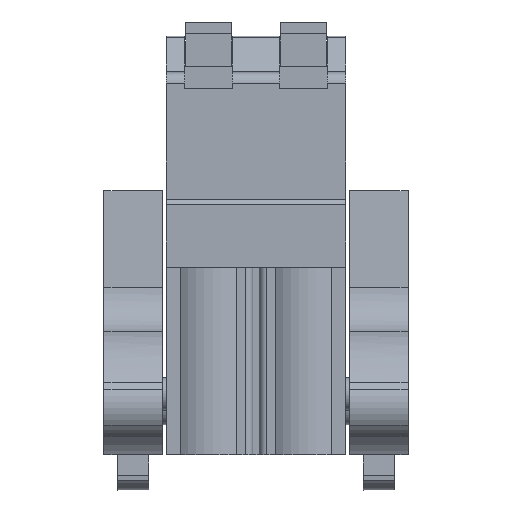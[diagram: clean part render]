
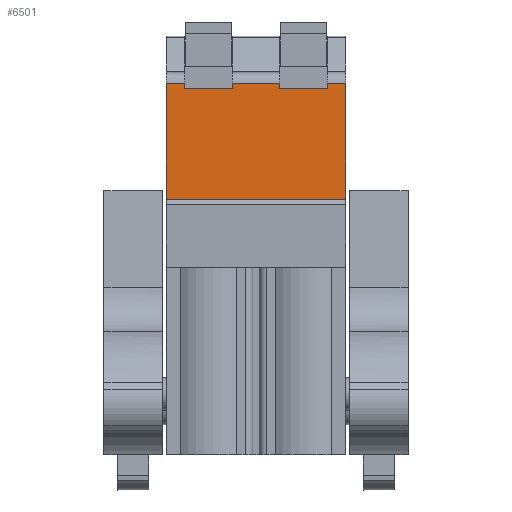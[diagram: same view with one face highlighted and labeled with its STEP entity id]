
A CAD part, front view. The second image highlights one B-rep face of the part: STEP entity #6501.
In plain terms, the highlighted planar face has unit normal (0, -1, 0).
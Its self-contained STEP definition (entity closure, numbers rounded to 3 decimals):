
#6417=AXIS2_PLACEMENT_3D('Plane Axis2P3D',#6414,#6415,#6416) ;
#5291=CARTESIAN_POINT('Vertex',(19.42,0.45,32.636)) ;
#5294=CARTESIAN_POINT('Line Origine',(19.42,0.45,27.991)) ;
#5298=CARTESIAN_POINT('Vertex',(19.42,0.45,23.346)) ;
#6394=CARTESIAN_POINT('Line Origine',(12.21,0.45,32.636)) ;
#6398=CARTESIAN_POINT('Vertex',(17.92,0.45,32.636)) ;
#6414=CARTESIAN_POINT('Axis2P3D Location',(5.,0.45,23.346)) ;
#6419=CARTESIAN_POINT('Line Origine',(10.3,0.45,32.426)) ;
#6423=CARTESIAN_POINT('Vertex',(10.3,0.45,32.636)) ;
#6425=CARTESIAN_POINT('Vertex',(10.3,0.45,32.216)) ;
#6428=CARTESIAN_POINT('Line Origine',(8.4,0.45,32.216)) ;
#6432=CARTESIAN_POINT('Vertex',(6.5,0.45,32.216)) ;
#6435=CARTESIAN_POINT('Line Origine',(6.5,0.45,32.426)) ;
#6439=CARTESIAN_POINT('Vertex',(6.5,0.45,32.636)) ;
#6442=CARTESIAN_POINT('Line Origine',(5.75,0.45,32.636)) ;
#6446=CARTESIAN_POINT('Vertex',(5.,0.45,32.636)) ;
#6449=CARTESIAN_POINT('Line Origine',(5.,0.45,27.991)) ;
#6453=CARTESIAN_POINT('Vertex',(5.,0.45,23.346)) ;
#6456=CARTESIAN_POINT('Line Origine',(12.21,0.45,23.346)) ;
#6461=CARTESIAN_POINT('Line Origine',(17.92,0.45,32.426)) ;
#6465=CARTESIAN_POINT('Vertex',(17.92,0.45,32.216)) ;
#6468=CARTESIAN_POINT('Line Origine',(16.02,0.45,32.216)) ;
#6472=CARTESIAN_POINT('Vertex',(14.12,0.45,32.216)) ;
#6475=CARTESIAN_POINT('Line Origine',(14.12,0.45,32.426)) ;
#6479=CARTESIAN_POINT('Vertex',(14.12,0.45,32.636)) ;
#6482=CARTESIAN_POINT('Line Origine',(12.21,0.45,32.636)) ;
#5295=DIRECTION('Vector Direction',(0.,0.,1.)) ;
#6395=DIRECTION('Vector Direction',(-1.,0.,0.)) ;
#6415=DIRECTION('Axis2P3D Direction',(0.,1.,0.)) ;
#6416=DIRECTION('Axis2P3D XDirection',(0.,0.,1.)) ;
#6420=DIRECTION('Vector Direction',(0.,0.,1.)) ;
#6429=DIRECTION('Vector Direction',(1.,0.,0.)) ;
#6436=DIRECTION('Vector Direction',(0.,0.,1.)) ;
#6443=DIRECTION('Vector Direction',(1.,0.,0.)) ;
#6450=DIRECTION('Vector Direction',(0.,0.,1.)) ;
#6457=DIRECTION('Vector Direction',(1.,0.,0.)) ;
#6462=DIRECTION('Vector Direction',(0.,0.,1.)) ;
#6469=DIRECTION('Vector Direction',(1.,0.,0.)) ;
#6476=DIRECTION('Vector Direction',(0.,0.,1.)) ;
#6483=DIRECTION('Vector Direction',(1.,0.,0.)) ;
#5296=VECTOR('Line Direction',#5295,1.) ;
#6396=VECTOR('Line Direction',#6395,1.) ;
#6421=VECTOR('Line Direction',#6420,1.) ;
#6430=VECTOR('Line Direction',#6429,1.) ;
#6437=VECTOR('Line Direction',#6436,1.) ;
#6444=VECTOR('Line Direction',#6443,1.) ;
#6451=VECTOR('Line Direction',#6450,1.) ;
#6458=VECTOR('Line Direction',#6457,1.) ;
#6463=VECTOR('Line Direction',#6462,1.) ;
#6470=VECTOR('Line Direction',#6469,1.) ;
#6477=VECTOR('Line Direction',#6476,1.) ;
#6484=VECTOR('Line Direction',#6483,1.) ;
#6488=ORIENTED_EDGE('',*,*,#6427,.T.) ;
#6489=ORIENTED_EDGE('',*,*,#6434,.F.) ;
#6490=ORIENTED_EDGE('',*,*,#6441,.F.) ;
#6491=ORIENTED_EDGE('',*,*,#6448,.F.) ;
#6492=ORIENTED_EDGE('',*,*,#6455,.F.) ;
#6493=ORIENTED_EDGE('',*,*,#6460,.T.) ;
#6494=ORIENTED_EDGE('',*,*,#5300,.T.) ;
#6495=ORIENTED_EDGE('',*,*,#6400,.F.) ;
#6496=ORIENTED_EDGE('',*,*,#6467,.T.) ;
#6497=ORIENTED_EDGE('',*,*,#6474,.F.) ;
#6498=ORIENTED_EDGE('',*,*,#6481,.F.) ;
#6499=ORIENTED_EDGE('',*,*,#6486,.F.) ;
#6501=ADVANCED_FACE('HOUSING',(#6500),#6418,.F.) ;
#5300=EDGE_CURVE('',#5299,#5292,#5297,.T.) ;
#6400=EDGE_CURVE('',#6399,#5292,#6397,.F.) ;
#6427=EDGE_CURVE('',#6424,#6426,#6422,.F.) ;
#6434=EDGE_CURVE('',#6433,#6426,#6431,.T.) ;
#6441=EDGE_CURVE('',#6440,#6433,#6438,.F.) ;
#6448=EDGE_CURVE('',#6447,#6440,#6445,.T.) ;
#6455=EDGE_CURVE('',#6454,#6447,#6452,.T.) ;
#6460=EDGE_CURVE('',#6454,#5299,#6459,.T.) ;
#6467=EDGE_CURVE('',#6399,#6466,#6464,.F.) ;
#6474=EDGE_CURVE('',#6473,#6466,#6471,.T.) ;
#6481=EDGE_CURVE('',#6480,#6473,#6478,.F.) ;
#6486=EDGE_CURVE('',#6424,#6480,#6485,.T.) ;
#6487=EDGE_LOOP('',(#6488,#6489,#6490,#6491,#6492,#6493,#6494,#6495,#6496,#6497,#6498,#6499)) ;
#6500=FACE_OUTER_BOUND('',#6487,.T.) ;
#5297=LINE('Line',#5294,#5296) ;
#6397=LINE('Line',#6394,#6396) ;
#6422=LINE('Line',#6419,#6421) ;
#6431=LINE('Line',#6428,#6430) ;
#6438=LINE('Line',#6435,#6437) ;
#6445=LINE('Line',#6442,#6444) ;
#6452=LINE('Line',#6449,#6451) ;
#6459=LINE('Line',#6456,#6458) ;
#6464=LINE('Line',#6461,#6463) ;
#6471=LINE('Line',#6468,#6470) ;
#6478=LINE('Line',#6475,#6477) ;
#6485=LINE('Line',#6482,#6484) ;
#6418=PLANE('',#6417) ;
#5292=VERTEX_POINT('',#5291) ;
#5299=VERTEX_POINT('',#5298) ;
#6399=VERTEX_POINT('',#6398) ;
#6424=VERTEX_POINT('',#6423) ;
#6426=VERTEX_POINT('',#6425) ;
#6433=VERTEX_POINT('',#6432) ;
#6440=VERTEX_POINT('',#6439) ;
#6447=VERTEX_POINT('',#6446) ;
#6454=VERTEX_POINT('',#6453) ;
#6466=VERTEX_POINT('',#6465) ;
#6473=VERTEX_POINT('',#6472) ;
#6480=VERTEX_POINT('',#6479) ;
